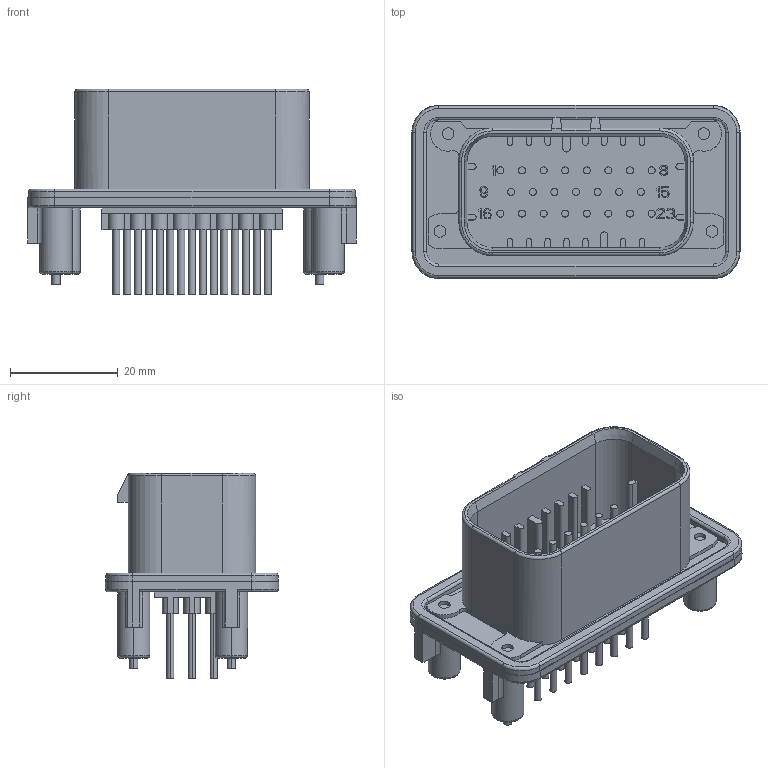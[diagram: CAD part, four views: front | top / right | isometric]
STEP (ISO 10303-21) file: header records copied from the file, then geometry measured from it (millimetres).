
FILE_DESCRIPTION(('FreeCAD Model'),'2;1');
FILE_NAME('parts/3DModels/Ampseal-23/Ampseal_23.step','2018-02-07T18:26:31',('kicad StepUp'),('ksu MCAD'), 'Open CASCADE STEP processor 6.8','FreeCAD','Unknown');
FILE_SCHEMA(('AUTOMOTIVE_DESIGN_CC2 { 1 2 10303 214 -1 1 5 4 }'));
Length unit declared in the file: millimetre
Products named in the file (1): Ampseal_23
Bounding box: 60.8 x 32.1 x 38.08 mm (x, y, z)
Volume: 11683.9 mm3; surface area: 13782.8 mm2
Topology: 1 solids, 1 shells, 856 faces, 2306 edges, 1522 vertices
Faces by surface type: plane 588, cylinder 240, torus 24, cone 4
Entity records: 26745 total; most frequent: CARTESIAN_POINT 4715, ORIENTED_EDGE 4612, DIRECTION 4538, EDGE_CURVE 2306, LINE 1776, VECTOR 1776, VERTEX_POINT 1522, AXIS2_PLACEMENT_3D 1381
